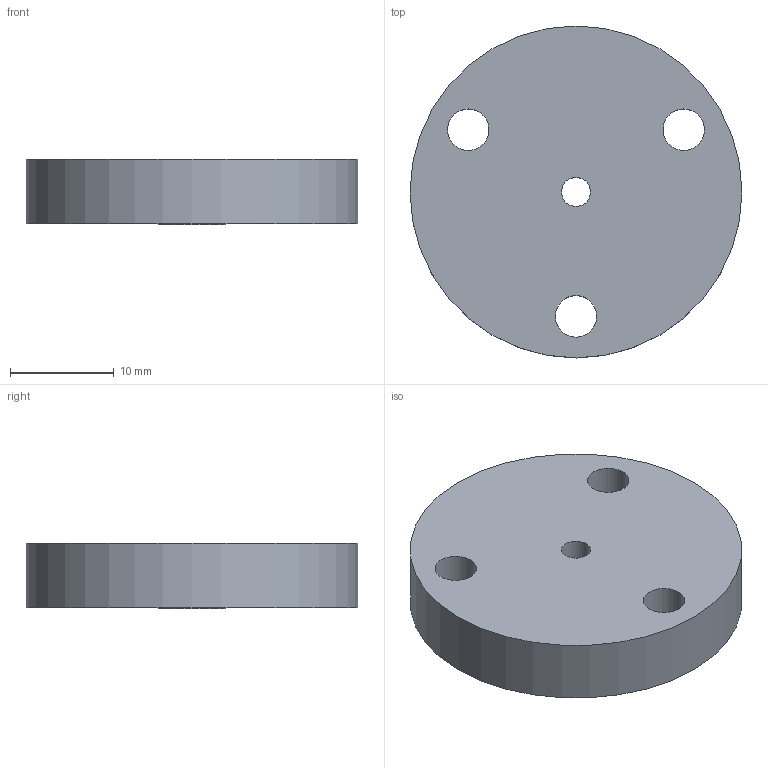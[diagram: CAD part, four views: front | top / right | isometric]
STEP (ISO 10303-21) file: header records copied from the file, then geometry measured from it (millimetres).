
FILE_DESCRIPTION(/* description */ (''),/* implementation_level */ '2;1');
FILE_NAME(/* name */ 'P104.step',/* time_stamp */ '2025-06-25T17:40:43+02:00',/* author */ (''),/* organization */ (''),/* preprocessor_version */ 'ST-DEVELOPER v20.1',/* originating_system */ 'Autodesk Translation Framework v14.10.0.0',/* authorisation */ '');
FILE_SCHEMA (('AUTOMOTIVE_DESIGN { 1 0 10303 214 3 1 1 }'));
Length unit declared in the file: millimetre
Products named in the file (1): P103
Bounding box: 32 x 32 x 6.3 mm (x, y, z)
Volume: 2148 mm3; surface area: 3051.3 mm2
Topology: 1 solids, 1 shells, 24 faces, 57 edges, 38 vertices
Faces by surface type: cylinder 18, plane 5, cone 1
Full cylindrical faces by diameter (mm): 2.8 x1, 4 x3, 4.9 x1, 32 x1
Entity records: 768 total; most frequent: DIRECTION 145, CARTESIAN_POINT 120, ORIENTED_EDGE 114, AXIS2_PLACEMENT_3D 63, EDGE_CURVE 57, CIRCLE 38, VERTEX_POINT 38, EDGE_LOOP 35
